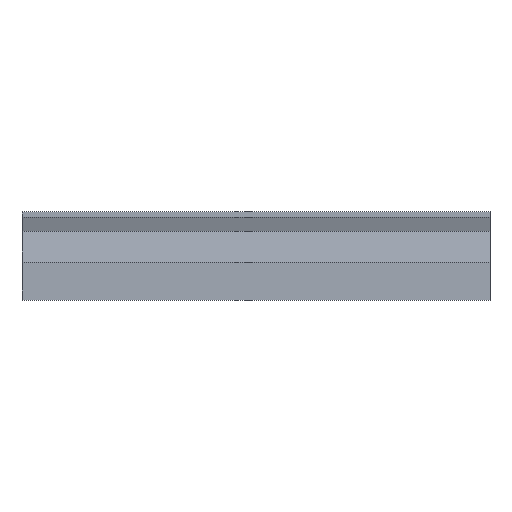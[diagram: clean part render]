
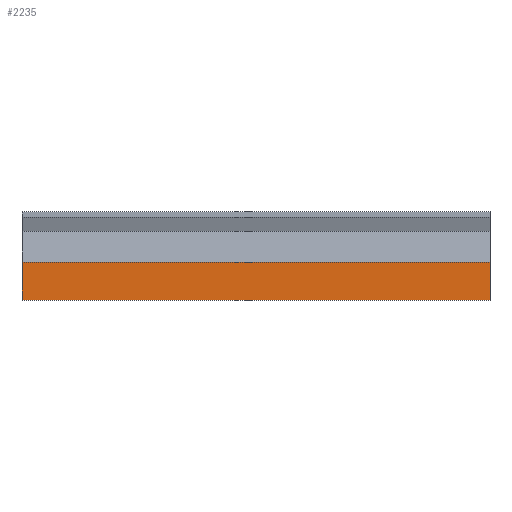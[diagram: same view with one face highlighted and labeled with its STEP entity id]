
A CAD part, left-side view. The second image highlights one B-rep face of the part: STEP entity #2235.
In plain terms, the highlighted planar face has unit normal (-1, 0, 0).
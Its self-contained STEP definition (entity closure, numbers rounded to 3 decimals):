
#29=FACE_OUTER_BOUND('',#141,.T.);
#141=EDGE_LOOP('',(#1505,#1506,#1507,#1508));
#281=LINE('',#3102,#611);
#282=LINE('',#3105,#612);
#283=LINE('',#3107,#613);
#284=LINE('',#3108,#614);
#611=VECTOR('',#2531,10.);
#612=VECTOR('',#2534,10.);
#613=VECTOR('',#2535,10.);
#614=VECTOR('',#2536,10.);
#927=VERTEX_POINT('',#3098);
#928=VERTEX_POINT('',#3100);
#929=VERTEX_POINT('',#3104);
#930=VERTEX_POINT('',#3106);
#1161=EDGE_CURVE('',#927,#928,#281,.T.);
#1162=EDGE_CURVE('',#929,#927,#282,.T.);
#1163=EDGE_CURVE('',#930,#928,#283,.T.);
#1164=EDGE_CURVE('',#929,#930,#284,.T.);
#1505=ORIENTED_EDGE('',*,*,#1162,.T.);
#1506=ORIENTED_EDGE('',*,*,#1161,.T.);
#1507=ORIENTED_EDGE('',*,*,#1163,.F.);
#1508=ORIENTED_EDGE('',*,*,#1164,.F.);
#2123=PLANE('',#2361);
#2235=ADVANCED_FACE('',(#29),#2123,.T.);
#2361=AXIS2_PLACEMENT_3D('',#3103,#2532,#2533);
#2531=DIRECTION('',(0.,1.,0.));
#2532=DIRECTION('center_axis',(-1.,0.,0.));
#2533=DIRECTION('ref_axis',(0.,0.,1.));
#2534=DIRECTION('',(0.,0.,1.));
#2535=DIRECTION('',(0.,0.,1.));
#2536=DIRECTION('',(0.,1.,0.));
#3098=CARTESIAN_POINT('',(-51.,0.,8.1));
#3100=CARTESIAN_POINT('',(-51.,100.,8.1));
#3102=CARTESIAN_POINT('',(-51.,0.,8.1));
#3103=CARTESIAN_POINT('Origin',(-51.,0.,0.));
#3104=CARTESIAN_POINT('',(-51.,0.,0.));
#3105=CARTESIAN_POINT('',(-51.,0.,0.));
#3106=CARTESIAN_POINT('',(-51.,100.,0.));
#3107=CARTESIAN_POINT('',(-51.,100.,0.));
#3108=CARTESIAN_POINT('',(-51.,0.,0.));
